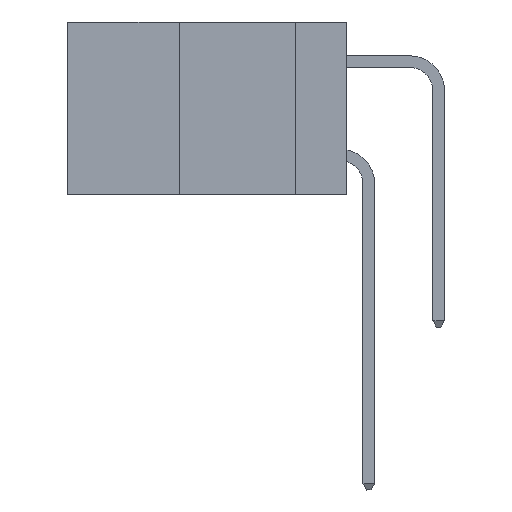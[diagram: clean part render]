
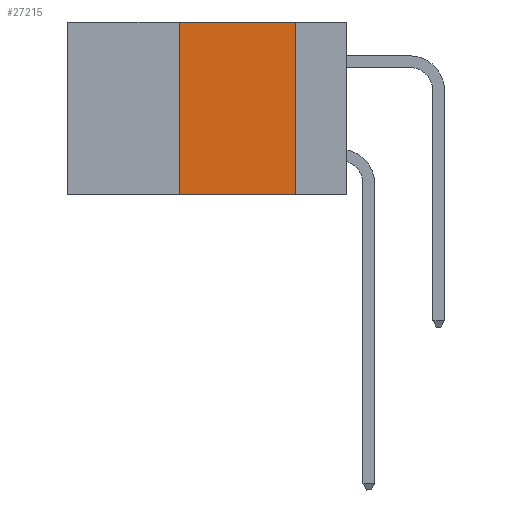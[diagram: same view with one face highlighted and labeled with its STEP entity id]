
A CAD part, left-side view. The second image highlights one B-rep face of the part: STEP entity #27215.
In plain terms, the highlighted planar face has unit normal (-1, 0, 0).
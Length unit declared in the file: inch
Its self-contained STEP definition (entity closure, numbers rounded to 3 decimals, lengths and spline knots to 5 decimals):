
#258 = CARTESIAN_POINT ( 'NONE',  ( 0., 0.6, -0.37 ) ) ;
#4568 = ORIENTED_EDGE ( 'NONE', *, *, #25105, .T. ) ;
#4789 = DIRECTION ( 'NONE',  ( 0., -1., 0. ) ) ;
#6677 = LINE ( 'NONE', #28102, #21432 ) ;
#7672 = CARTESIAN_POINT ( 'NONE',  ( 0., 0.11, 0. ) ) ;
#7772 = DIRECTION ( 'NONE',  ( 0., 0., -1. ) ) ;
#7886 = CARTESIAN_POINT ( 'NONE',  ( 0., 0.6, 0. ) ) ;
#9079 = ORIENTED_EDGE ( 'NONE', *, *, #17100, .F. ) ;
#9102 = CARTESIAN_POINT ( 'NONE',  ( 0., 0.36, 0. ) ) ;
#10394 = EDGE_LOOP ( 'NONE', ( #22399, #9079, #14662, #4568 ) ) ;
#10872 = EDGE_CURVE ( 'NONE', #29629, #23342, #12454, .T. ) ;
#11374 = VERTEX_POINT ( 'NONE', #7672 ) ;
#12454 = LINE ( 'NONE', #9102, #30590 ) ;
#12760 = LINE ( 'NONE', #14414, #16837 ) ;
#14414 = CARTESIAN_POINT ( 'NONE',  ( 0., 0.6, 0. ) ) ;
#14662 = ORIENTED_EDGE ( 'NONE', *, *, #10872, .F. ) ;
#16178 = DIRECTION ( 'NONE',  ( 0., 0., 1. ) ) ;
#16230 = LINE ( 'NONE', #258, #23423 ) ;
#16837 = VECTOR ( 'NONE', #4789, 39.37008 ) ;
#17100 = EDGE_CURVE ( 'NONE', #23342, #11374, #12760, .T. ) ;
#18766 = FACE_OUTER_BOUND ( 'NONE', #10394, .T. ) ;
#20945 = AXIS2_PLACEMENT_3D ( 'NONE', #7886, #29460, #7772 ) ;
#21432 = VECTOR ( 'NONE', #28318, 39.37008 ) ;
#21881 = EDGE_CURVE ( 'NONE', #11374, #24194, #6677, .T. ) ;
#22000 = CARTESIAN_POINT ( 'NONE',  ( 0., 0.36, 0. ) ) ;
#22359 = PLANE ( 'NONE',  #20945 ) ;
#22399 = ORIENTED_EDGE ( 'NONE', *, *, #21881, .F. ) ;
#23342 = VERTEX_POINT ( 'NONE', #22000 ) ;
#23423 = VECTOR ( 'NONE', #29561, 39.37008 ) ;
#24194 = VERTEX_POINT ( 'NONE', #24301 ) ;
#24301 = CARTESIAN_POINT ( 'NONE',  ( 0., 0.11, -0.37 ) ) ;
#25105 = EDGE_CURVE ( 'NONE', #29629, #24194, #16230, .T. ) ;
#25493 = CARTESIAN_POINT ( 'NONE',  ( 0., 0.36, -0.37 ) ) ;
#27215 = ADVANCED_FACE ( 'NONE', ( #18766 ), #22359, .F. ) ;
#28102 = CARTESIAN_POINT ( 'NONE',  ( 0., 0.11, 0. ) ) ;
#28318 = DIRECTION ( 'NONE',  ( 0., 0., -1. ) ) ;
#29460 = DIRECTION ( 'NONE',  ( 1., 0., 0. ) ) ;
#29561 = DIRECTION ( 'NONE',  ( 0., -1., 0. ) ) ;
#29629 = VERTEX_POINT ( 'NONE', #25493 ) ;
#30590 = VECTOR ( 'NONE', #16178, 39.37008 ) ;
